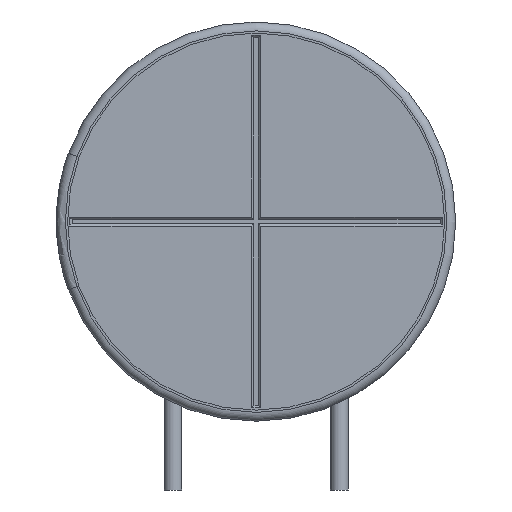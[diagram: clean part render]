
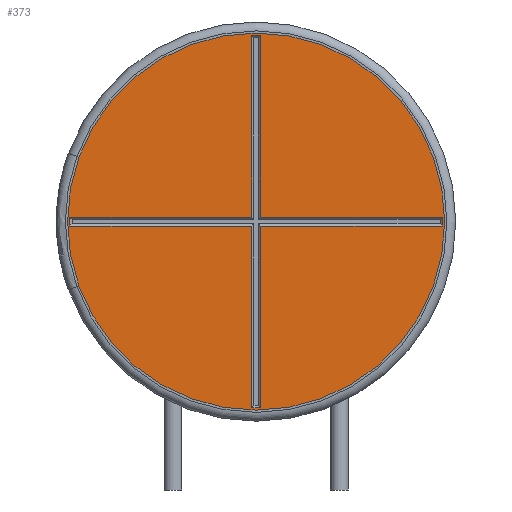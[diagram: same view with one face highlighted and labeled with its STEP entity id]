
A CAD part, left-side view. The second image highlights one B-rep face of the part: STEP entity #373.
In plain terms, the highlighted planar face has unit normal (-1, 0, 0).
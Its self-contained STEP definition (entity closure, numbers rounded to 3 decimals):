
#373=ADVANCED_FACE('',(#959,#961),#963,.T.);
#959=FACE_BOUND('',#960,.T.);
#960=EDGE_LOOP('',(#1440));
#961=FACE_BOUND('',#962,.T.);
#962=EDGE_LOOP('',(#1441,#1442,#1443,#1444,#1445,#1446,#1447,#1448,#1449,#1450,#1451,
#1452));
#963=PLANE('',#964);
#964=AXIS2_PLACEMENT_3D('',#965,#966,#967);
#965=CARTESIAN_POINT('',(-33.8,0.,0.));
#966=DIRECTION('',(-1.,0.,0.));
#967=DIRECTION('',(0.,0.,1.));
#1440=ORIENTED_EDGE('',*,*,#1696,.T.);
#1441=ORIENTED_EDGE('',*,*,#1702,.T.);
#1442=ORIENTED_EDGE('',*,*,#1703,.T.);
#1443=ORIENTED_EDGE('',*,*,#1704,.T.);
#1444=ORIENTED_EDGE('',*,*,#1705,.T.);
#1445=ORIENTED_EDGE('',*,*,#1706,.T.);
#1446=ORIENTED_EDGE('',*,*,#1707,.T.);
#1447=ORIENTED_EDGE('',*,*,#1708,.T.);
#1448=ORIENTED_EDGE('',*,*,#1709,.T.);
#1449=ORIENTED_EDGE('',*,*,#1710,.T.);
#1450=ORIENTED_EDGE('',*,*,#1711,.T.);
#1451=ORIENTED_EDGE('',*,*,#1712,.T.);
#1452=ORIENTED_EDGE('',*,*,#1713,.T.);
#1696=EDGE_CURVE('',#1942,#1942,#1943,.T.);
#1702=EDGE_CURVE('',#1954,#1955,#1956,.F.);
#1703=EDGE_CURVE('',#1955,#1957,#1958,.F.);
#1704=EDGE_CURVE('',#1957,#1959,#1960,.F.);
#1705=EDGE_CURVE('',#1959,#1961,#1962,.F.);
#1706=EDGE_CURVE('',#1961,#1963,#1964,.F.);
#1707=EDGE_CURVE('',#1963,#1965,#1966,.F.);
#1708=EDGE_CURVE('',#1965,#1967,#1968,.F.);
#1709=EDGE_CURVE('',#1967,#1969,#1970,.F.);
#1710=EDGE_CURVE('',#1969,#1971,#1972,.F.);
#1711=EDGE_CURVE('',#1971,#1973,#1974,.F.);
#1712=EDGE_CURVE('',#1973,#1975,#1976,.F.);
#1713=EDGE_CURVE('',#1975,#1954,#1977,.F.);
#1942=VERTEX_POINT('',#2512);
#1943=CIRCLE('',#2513,8.5);
#1954=VERTEX_POINT('',#2540);
#1955=VERTEX_POINT('',#2541);
#1956=LINE('',#2542,#2543);
#1957=VERTEX_POINT('',#2545);
#1958=LINE('',#2546,#2547);
#1959=VERTEX_POINT('',#2549);
#1960=LINE('',#2550,#2551);
#1961=VERTEX_POINT('',#2553);
#1962=LINE('',#2554,#2555);
#1963=VERTEX_POINT('',#2557);
#1964=LINE('',#2558,#2559);
#1965=VERTEX_POINT('',#2561);
#1966=LINE('',#2562,#2563);
#1967=VERTEX_POINT('',#2565);
#1968=LINE('',#2566,#2567);
#1969=VERTEX_POINT('',#2569);
#1970=LINE('',#2570,#2571);
#1971=VERTEX_POINT('',#2573);
#1972=LINE('',#2574,#2575);
#1973=VERTEX_POINT('',#2577);
#1974=LINE('',#2578,#2579);
#1975=VERTEX_POINT('',#2581);
#1976=LINE('',#2582,#2583);
#1977=LINE('',#2585,#2586);
#2512=CARTESIAN_POINT('',(-33.8,0.,17.6));
#2513=AXIS2_PLACEMENT_3D('',#2514,#2515,#2516);
#2514=CARTESIAN_POINT('',(-33.8,0.,9.1));
#2515=DIRECTION('',(-1.,0.,0.));
#2516=DIRECTION('',(0.,0.,1.));
#2540=CARTESIAN_POINT('',(-33.8,-0.2,9.3));
#2541=CARTESIAN_POINT('',(-33.8,-8.4,9.3));
#2542=CARTESIAN_POINT('',(-33.8,-8.4,9.3));
#2543=VECTOR('',#2544,1.);
#2544=DIRECTION('',(0.,1.,0.));
#2545=CARTESIAN_POINT('',(-33.8,-8.4,8.9));
#2546=CARTESIAN_POINT('',(-33.8,-8.4,8.9));
#2547=VECTOR('',#2548,1.);
#2548=DIRECTION('',(0.,0.,1.));
#2549=CARTESIAN_POINT('',(-33.8,-0.2,8.9));
#2550=CARTESIAN_POINT('',(-33.8,-0.2,8.9));
#2551=VECTOR('',#2552,1.);
#2552=DIRECTION('',(0.,-1.,0.));
#2553=CARTESIAN_POINT('',(-33.8,-0.2,0.7));
#2554=CARTESIAN_POINT('',(-33.8,-0.2,0.7));
#2555=VECTOR('',#2556,1.);
#2556=DIRECTION('',(0.,0.,1.));
#2557=CARTESIAN_POINT('',(-33.8,0.2,0.7));
#2558=CARTESIAN_POINT('',(-33.8,0.2,0.7));
#2559=VECTOR('',#2560,1.);
#2560=DIRECTION('',(0.,-1.,0.));
#2561=CARTESIAN_POINT('',(-33.8,0.2,8.9));
#2562=CARTESIAN_POINT('',(-33.8,0.2,8.9));
#2563=VECTOR('',#2564,1.);
#2564=DIRECTION('',(0.,0.,-1.));
#2565=CARTESIAN_POINT('',(-33.8,8.4,8.9));
#2566=CARTESIAN_POINT('',(-33.8,8.4,8.9));
#2567=VECTOR('',#2568,1.);
#2568=DIRECTION('',(0.,-1.,0.));
#2569=CARTESIAN_POINT('',(-33.8,8.4,9.3));
#2570=CARTESIAN_POINT('',(-33.8,8.4,9.3));
#2571=VECTOR('',#2572,1.);
#2572=DIRECTION('',(0.,0.,-1.));
#2573=CARTESIAN_POINT('',(-33.8,0.2,9.3));
#2574=CARTESIAN_POINT('',(-33.8,0.2,9.3));
#2575=VECTOR('',#2576,1.);
#2576=DIRECTION('',(0.,1.,0.));
#2577=CARTESIAN_POINT('',(-33.8,0.2,17.5));
#2578=CARTESIAN_POINT('',(-33.8,0.2,17.5));
#2579=VECTOR('',#2580,1.);
#2580=DIRECTION('',(0.,0.,-1.));
#2581=CARTESIAN_POINT('',(-33.8,-0.2,17.5));
#2582=CARTESIAN_POINT('',(-33.8,-0.2,17.5));
#2583=VECTOR('',#2584,1.);
#2584=DIRECTION('',(0.,1.,0.));
#2585=CARTESIAN_POINT('',(-33.8,-0.2,9.3));
#2586=VECTOR('',#2587,1.);
#2587=DIRECTION('',(0.,0.,1.));
